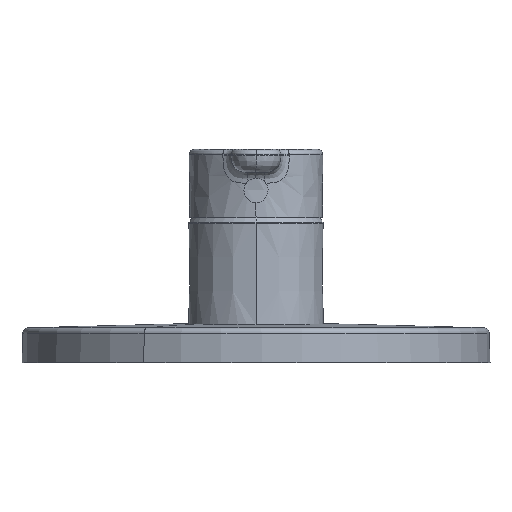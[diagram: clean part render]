
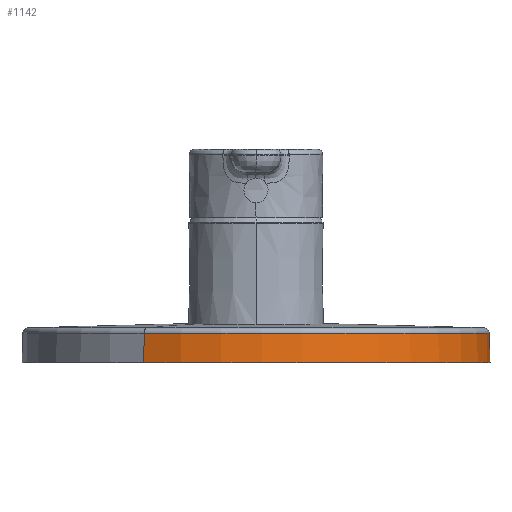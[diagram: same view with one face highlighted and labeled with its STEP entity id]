
A CAD part, front view. The second image highlights one B-rep face of the part: STEP entity #1142.
In plain terms, the highlighted conical face has half-angle 1.5 degrees and reference radius 84.697 mm.
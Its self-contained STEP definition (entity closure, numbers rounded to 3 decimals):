
#61 = VERTEX_POINT ( 'NONE', #2603 ) ;
#131 = DIRECTION ( 'NONE',  ( 0.013, 0.023, -1. ) ) ;
#134 = DIRECTION ( 'NONE',  ( -0.479, -0.878, 0. ) ) ;
#247 = CIRCLE ( 'NONE', #564, 84.745 ) ;
#339 = EDGE_CURVE ( 'NONE', #3300, #2709, #2274, .T. ) ;
#374 = CARTESIAN_POINT ( 'NONE',  ( 0., 28., 73.504 ) ) ;
#517 = DIRECTION ( 'NONE',  ( 0., -1., 0. ) ) ;
#564 = AXIS2_PLACEMENT_3D ( 'NONE', #374, #599, #1748 ) ;
#599 = DIRECTION ( 'NONE',  ( 0., 0., -1. ) ) ;
#1064 = AXIS2_PLACEMENT_3D ( 'NONE', #2134, #3494, #134 ) ;
#1142 = ADVANCED_FACE ( 'NONE', ( #2278 ), #3711, .T. ) ;
#1298 = CARTESIAN_POINT ( 'NONE',  ( 40.606, 102.328, 75.367 ) ) ;
#1301 = CARTESIAN_POINT ( 'NONE',  ( 0., 28., 62.777 ) ) ;
#1359 = EDGE_CURVE ( 'NONE', #2709, #61, #2110, .T. ) ;
#1368 = DIRECTION ( 'NONE',  ( 0., 0., -1. ) ) ;
#1430 = DIRECTION ( 'NONE',  ( -0.013, -0.023, -1. ) ) ;
#1477 = EDGE_CURVE ( 'NONE', #3300, #1855, #247, .T. ) ;
#1748 = DIRECTION ( 'NONE',  ( -1., 0., 0. ) ) ;
#1855 = VERTEX_POINT ( 'NONE', #3159 ) ;
#1896 = EDGE_LOOP ( 'NONE', ( #2367, #3899, #3144, #1947 ) ) ;
#1947 = ORIENTED_EDGE ( 'NONE', *, *, #1359, .F. ) ;
#2110 = CIRCLE ( 'NONE', #2354, 85.026 ) ;
#2134 = CARTESIAN_POINT ( 'NONE',  ( 0., 28., 75.367 ) ) ;
#2177 = VECTOR ( 'NONE', #1430, 1000. ) ;
#2274 = LINE ( 'NONE', #1298, #3015 ) ;
#2278 = FACE_OUTER_BOUND ( 'NONE', #1896, .T. ) ;
#2354 = AXIS2_PLACEMENT_3D ( 'NONE', #1301, #1368, #517 ) ;
#2367 = ORIENTED_EDGE ( 'NONE', *, *, #339, .F. ) ;
#2603 = CARTESIAN_POINT ( 'NONE',  ( -40.764, -46.617, 62.777 ) ) ;
#2700 = CARTESIAN_POINT ( 'NONE',  ( -40.606, -46.328, 75.367 ) ) ;
#2709 = VERTEX_POINT ( 'NONE', #3118 ) ;
#3015 = VECTOR ( 'NONE', #131, 1000. ) ;
#3118 = CARTESIAN_POINT ( 'NONE',  ( 40.764, 102.617, 62.777 ) ) ;
#3144 = ORIENTED_EDGE ( 'NONE', *, *, #3436, .T. ) ;
#3159 = CARTESIAN_POINT ( 'NONE',  ( -40.629, -46.371, 73.504 ) ) ;
#3300 = VERTEX_POINT ( 'NONE', #3366 ) ;
#3366 = CARTESIAN_POINT ( 'NONE',  ( 40.629, 102.371, 73.504 ) ) ;
#3436 = EDGE_CURVE ( 'NONE', #1855, #61, #3444, .T. ) ;
#3444 = LINE ( 'NONE', #2700, #2177 ) ;
#3494 = DIRECTION ( 'NONE',  ( 0., 0., -1. ) ) ;
#3711 = CONICAL_SURFACE ( 'NONE', #1064, 84.696, 0.026 ) ;
#3899 = ORIENTED_EDGE ( 'NONE', *, *, #1477, .T. ) ;
